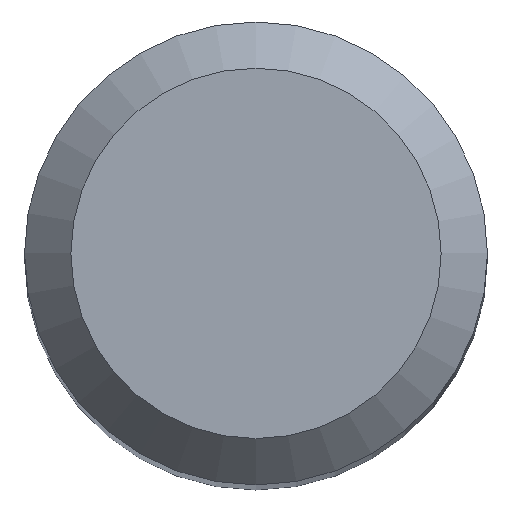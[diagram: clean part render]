
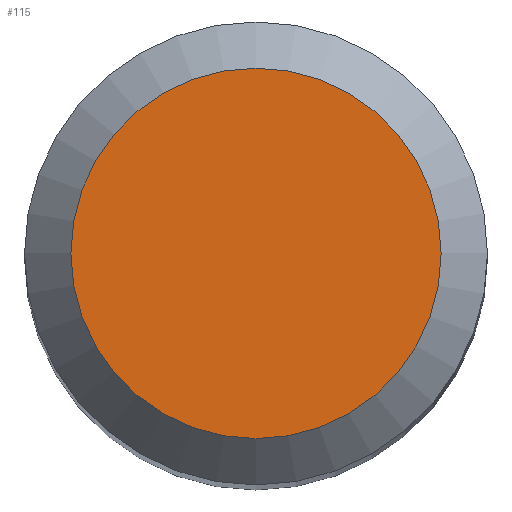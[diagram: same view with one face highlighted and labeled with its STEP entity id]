
A CAD part, top view. The second image highlights one B-rep face of the part: STEP entity #115.
In plain terms, the highlighted planar face has unit normal (0, 0, 1).
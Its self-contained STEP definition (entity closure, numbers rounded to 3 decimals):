
#1 = CARTESIAN_POINT ( 'NONE',  ( 0., 0., 42. ) ) ;
#35 = CARTESIAN_POINT ( 'NONE',  ( 1.6, 0., 42. ) ) ;
#37 = EDGE_LOOP ( 'NONE', ( #189 ) ) ;
#50 = DIRECTION ( 'NONE',  ( -1., 0., 0. ) ) ;
#53 = DIRECTION ( 'NONE',  ( 0., 0., -1. ) ) ;
#115 = ADVANCED_FACE ( 'NONE', ( #260 ), #173, .F. ) ;
#153 = VERTEX_POINT ( 'NONE', #35 ) ;
#173 = PLANE ( 'NONE',  #201 ) ;
#179 = DIRECTION ( 'NONE',  ( 0., 0., 1. ) ) ;
#189 = ORIENTED_EDGE ( 'NONE', *, *, #350, .T. ) ;
#201 = AXIS2_PLACEMENT_3D ( 'NONE', #332, #53, #50 ) ;
#207 = AXIS2_PLACEMENT_3D ( 'NONE', #1, #179, #241 ) ;
#241 = DIRECTION ( 'NONE',  ( 1., 0., 0. ) ) ;
#260 = FACE_OUTER_BOUND ( 'NONE', #37, .T. ) ;
#315 = CIRCLE ( 'NONE', #207, 1.6 ) ;
#332 = CARTESIAN_POINT ( 'NONE',  ( 0., 1.6, 42. ) ) ;
#350 = EDGE_CURVE ( 'NONE', #153, #153, #315, .T. ) ;
